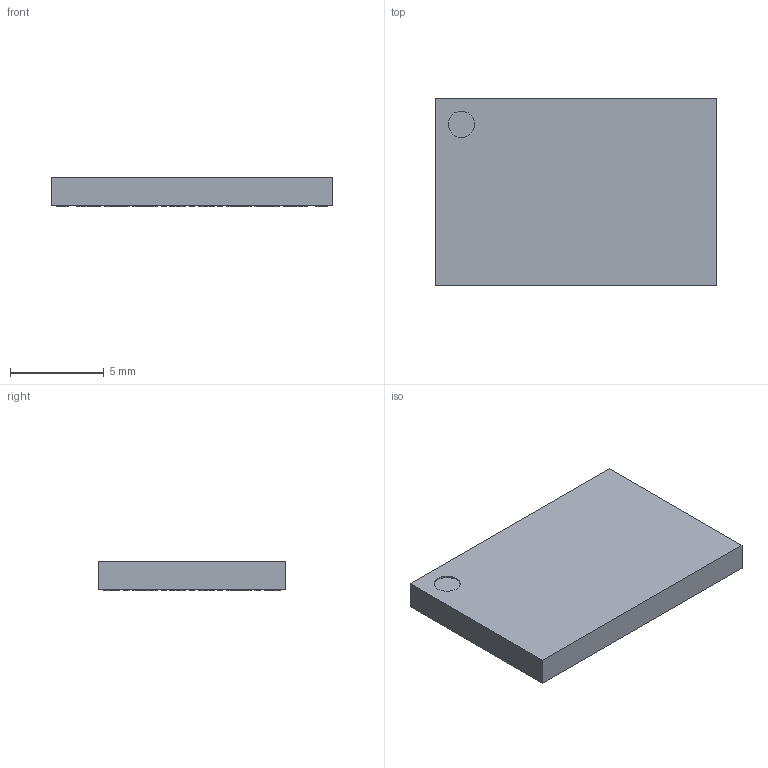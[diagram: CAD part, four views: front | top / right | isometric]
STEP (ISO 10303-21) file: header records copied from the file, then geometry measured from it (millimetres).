
FILE_DESCRIPTION(('FreeCAD Model'),'2;1');
FILE_NAME('Open CASCADE Shape Model','2024-10-03T00:02:56',( 'kicad StepUp'),('ksu MCAD'),'Open CASCADE STEP processor 7.6', 'FreeCAD','Unknown');
FILE_SCHEMA(('AUTOMOTIVE_DESIGN { 1 0 10303 214 1 1 1 1 }'));
Length unit declared in the file: millimetre
Products named in the file (1): Google_Coral_SMT_TPU_Module
Bounding box: 15 x 10 x 1.55 mm (x, y, z)
Volume: 226.7 mm3; surface area: 460.9 mm2
Topology: 121 solids, 121 shells, 729 faces, 1458 edges, 972 vertices
Faces by surface type: plane 728, cylinder 1
Full cylindrical faces by diameter (mm): 1.4 x1
Entity records: 24441 total; most frequent: CARTESIAN_POINT 3160, DIRECTION 2920, ORIENTED_EDGE 2916, EDGE_CURVE 1458, LINE 1456, VECTOR 1456, VERTEX_POINT 972, PRESENTATION_STYLE_ASSIGNMENT 850
